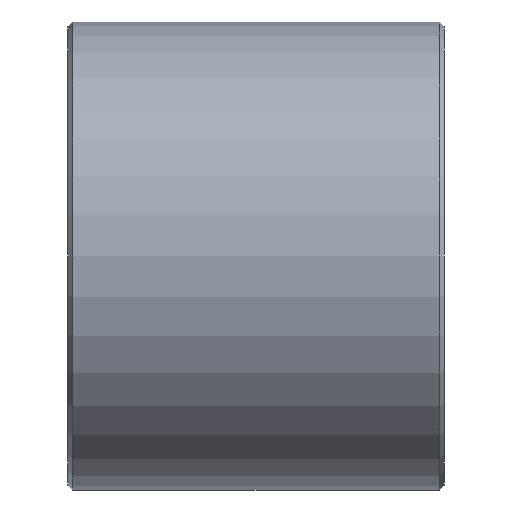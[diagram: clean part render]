
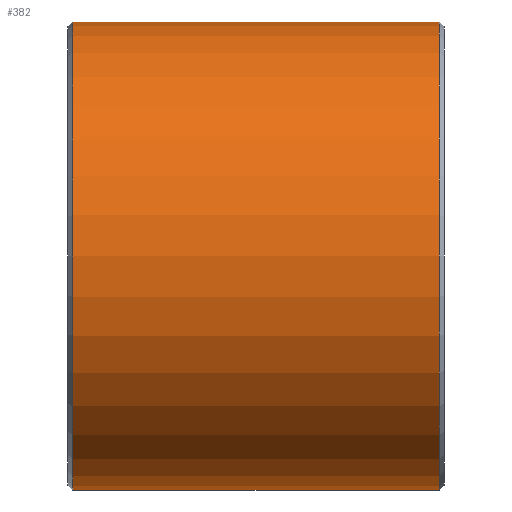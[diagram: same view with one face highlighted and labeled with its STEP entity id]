
A CAD part, left-side view. The second image highlights one B-rep face of the part: STEP entity #382.
In plain terms, the highlighted cylindrical face has radius 4.975 mm (diameter 9.95 mm), a partial arc.
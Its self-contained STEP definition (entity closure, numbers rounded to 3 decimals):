
#5 = VECTOR ( 'NONE', #446, 1000. ) ;
#11 = EDGE_CURVE ( 'NONE', #193, #102, #89, .T. ) ;
#12 = FACE_OUTER_BOUND ( 'NONE', #231, .T. ) ;
#18 = DIRECTION ( 'NONE',  ( 0., -1., 0. ) ) ;
#21 = CARTESIAN_POINT ( 'NONE',  ( 0., 4., -4.975 ) ) ;
#37 = ORIENTED_EDGE ( 'NONE', *, *, #11, .T. ) ;
#45 = VERTEX_POINT ( 'NONE', #379 ) ;
#50 = DIRECTION ( 'NONE',  ( 0., 1., 0. ) ) ;
#64 = CARTESIAN_POINT ( 'NONE',  ( 0., 3.9, 0. ) ) ;
#68 = DIRECTION ( 'NONE',  ( 0., 0., 1. ) ) ;
#89 = CIRCLE ( 'NONE', #276, 4.975 ) ;
#95 = EDGE_CURVE ( 'NONE', #45, #102, #311, .T. ) ;
#102 = VERTEX_POINT ( 'NONE', #200 ) ;
#138 = CARTESIAN_POINT ( 'NONE',  ( 0., 3.9, -4.975 ) ) ;
#158 = DIRECTION ( 'NONE',  ( 0., 0., 1. ) ) ;
#170 = ORIENTED_EDGE ( 'NONE', *, *, #304, .T. ) ;
#172 = EDGE_CURVE ( 'NONE', #277, #193, #436, .T. ) ;
#176 = CARTESIAN_POINT ( 'NONE',  ( 0., 4., 0. ) ) ;
#186 = ORIENTED_EDGE ( 'NONE', *, *, #95, .F. ) ;
#193 = VERTEX_POINT ( 'NONE', #410 ) ;
#200 = CARTESIAN_POINT ( 'NONE',  ( 0., -3.9, 4.975 ) ) ;
#201 = AXIS2_PLACEMENT_3D ( 'NONE', #64, #212, #68 ) ;
#212 = DIRECTION ( 'NONE',  ( 0., -1., 0. ) ) ;
#218 = DIRECTION ( 'NONE',  ( 0., -1., 0. ) ) ;
#231 = EDGE_LOOP ( 'NONE', ( #186, #170, #307, #37 ) ) ;
#276 = AXIS2_PLACEMENT_3D ( 'NONE', #309, #50, #158 ) ;
#277 = VERTEX_POINT ( 'NONE', #138 ) ;
#304 = EDGE_CURVE ( 'NONE', #45, #277, #367, .T. ) ;
#307 = ORIENTED_EDGE ( 'NONE', *, *, #172, .T. ) ;
#309 = CARTESIAN_POINT ( 'NONE',  ( 0., -3.9, 0. ) ) ;
#311 = LINE ( 'NONE', #318, #5 ) ;
#318 = CARTESIAN_POINT ( 'NONE',  ( 0., 4., 4.975 ) ) ;
#322 = AXIS2_PLACEMENT_3D ( 'NONE', #176, #218, #333 ) ;
#333 = DIRECTION ( 'NONE',  ( 0., 0., -1. ) ) ;
#361 = CYLINDRICAL_SURFACE ( 'NONE', #322, 4.975 ) ;
#367 = CIRCLE ( 'NONE', #201, 4.975 ) ;
#370 = VECTOR ( 'NONE', #18, 1000. ) ;
#379 = CARTESIAN_POINT ( 'NONE',  ( 0., 3.9, 4.975 ) ) ;
#382 = ADVANCED_FACE ( 'NONE', ( #12 ), #361, .T. ) ;
#410 = CARTESIAN_POINT ( 'NONE',  ( 0., -3.9, -4.975 ) ) ;
#436 = LINE ( 'NONE', #21, #370 ) ;
#446 = DIRECTION ( 'NONE',  ( 0., -1., 0. ) ) ;
